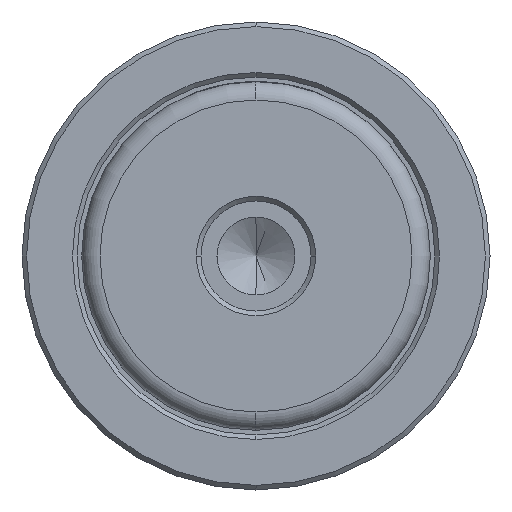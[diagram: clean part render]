
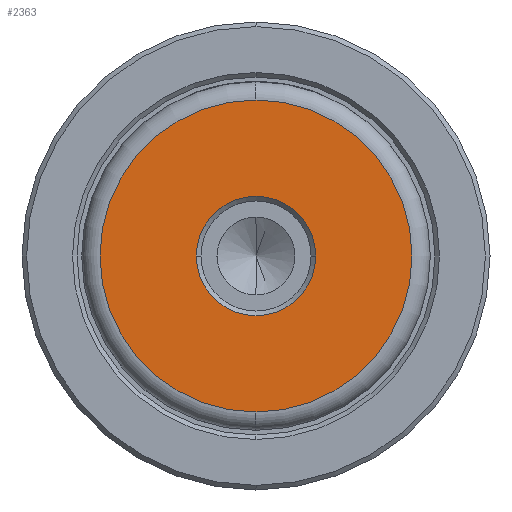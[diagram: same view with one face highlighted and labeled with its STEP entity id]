
A CAD part, left-side view. The second image highlights one B-rep face of the part: STEP entity #2363.
In plain terms, the highlighted planar face has unit normal (-1, 0, 0).
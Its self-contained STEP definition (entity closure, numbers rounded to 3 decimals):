
#26 = CIRCLE ( 'NONE', #610, 16.997 ) ;
#122 = ORIENTED_EDGE ( 'NONE', *, *, #395, .T. ) ;
#166 = EDGE_CURVE ( 'NONE', #908, #1011, #1600, .T. ) ;
#260 = CARTESIAN_POINT ( 'NONE',  ( 0., 0., 0. ) ) ;
#395 = EDGE_CURVE ( 'NONE', #1011, #908, #1230, .T. ) ;
#408 = CARTESIAN_POINT ( 'NONE',  ( 0., 0., 0. ) ) ;
#425 = ORIENTED_EDGE ( 'NONE', *, *, #166, .T. ) ;
#442 = DIRECTION ( 'NONE',  ( 0., 0., 1. ) ) ;
#458 = FACE_OUTER_BOUND ( 'NONE', #925, .T. ) ;
#507 = EDGE_LOOP ( 'NONE', ( #425, #122 ) ) ;
#530 = VERTEX_POINT ( 'NONE', #1385 ) ;
#559 = CIRCLE ( 'NONE', #987, 16.997 ) ;
#577 = CARTESIAN_POINT ( 'NONE',  ( 0., 6.5, 0. ) ) ;
#594 = DIRECTION ( 'NONE',  ( 0., 0., 1. ) ) ;
#610 = AXIS2_PLACEMENT_3D ( 'NONE', #662, #1980, #836 ) ;
#662 = CARTESIAN_POINT ( 'NONE',  ( 0., 0., 0. ) ) ;
#761 = CARTESIAN_POINT ( 'NONE',  ( 0., 0., 0. ) ) ;
#800 = DIRECTION ( 'NONE',  ( 0., 0., 1. ) ) ;
#836 = DIRECTION ( 'NONE',  ( 0., 0., 1. ) ) ;
#879 = FACE_BOUND ( 'NONE', #507, .T. ) ;
#908 = VERTEX_POINT ( 'NONE', #1191 ) ;
#925 = EDGE_LOOP ( 'NONE', ( #2375, #1210 ) ) ;
#945 = DIRECTION ( 'NONE',  ( 0., 0., 1. ) ) ;
#987 = AXIS2_PLACEMENT_3D ( 'NONE', #408, #1718, #594 ) ;
#1011 = VERTEX_POINT ( 'NONE', #577 ) ;
#1191 = CARTESIAN_POINT ( 'NONE',  ( 0., -6.5, 0. ) ) ;
#1210 = ORIENTED_EDGE ( 'NONE', *, *, #2218, .T. ) ;
#1230 = CIRCLE ( 'NONE', #1868, 6.5 ) ;
#1385 = CARTESIAN_POINT ( 'NONE',  ( 0., 0., 16.997 ) ) ;
#1466 = EDGE_CURVE ( 'NONE', #530, #2392, #26, .T. ) ;
#1573 = PLANE ( 'NONE',  #2019 ) ;
#1580 = DIRECTION ( 'NONE',  ( 1., 0., 0. ) ) ;
#1600 = CIRCLE ( 'NONE', #1915, 6.5 ) ;
#1718 = DIRECTION ( 'NONE',  ( -1., 0., 0. ) ) ;
#1750 = CARTESIAN_POINT ( 'NONE',  ( 0., 0., 0. ) ) ;
#1863 = CARTESIAN_POINT ( 'NONE',  ( 0., 0., -16.997 ) ) ;
#1868 = AXIS2_PLACEMENT_3D ( 'NONE', #761, #2092, #945 ) ;
#1915 = AXIS2_PLACEMENT_3D ( 'NONE', #260, #1580, #442 ) ;
#1932 = DIRECTION ( 'NONE',  ( -1., 0., 0. ) ) ;
#1980 = DIRECTION ( 'NONE',  ( -1., 0., 0. ) ) ;
#2019 = AXIS2_PLACEMENT_3D ( 'NONE', #1750, #1932, #800 ) ;
#2092 = DIRECTION ( 'NONE',  ( 1., 0., 0. ) ) ;
#2218 = EDGE_CURVE ( 'NONE', #2392, #530, #559, .T. ) ;
#2363 = ADVANCED_FACE ( 'NONE', ( #879, #458 ), #1573, .T. ) ;
#2375 = ORIENTED_EDGE ( 'NONE', *, *, #1466, .T. ) ;
#2392 = VERTEX_POINT ( 'NONE', #1863 ) ;
